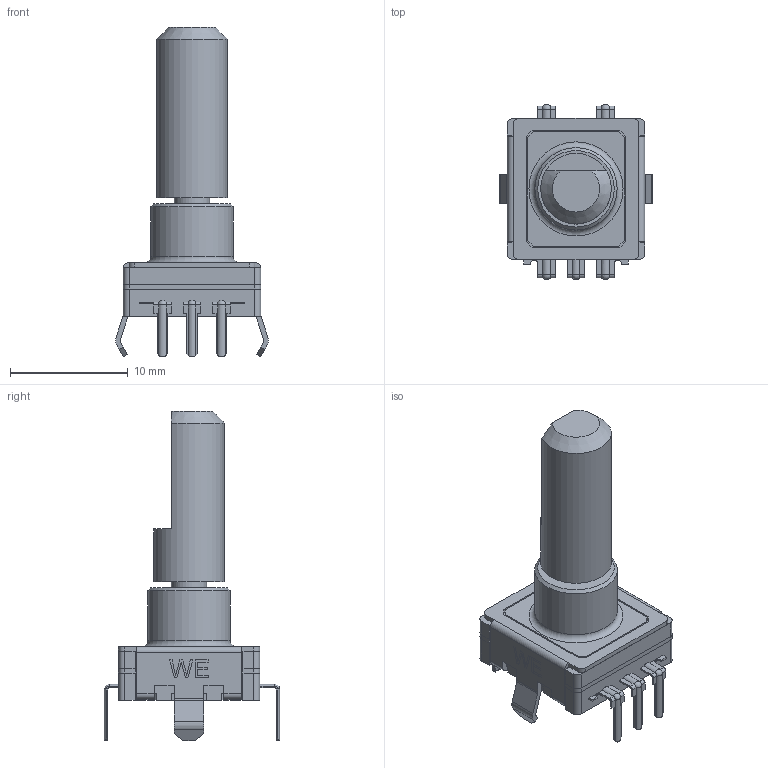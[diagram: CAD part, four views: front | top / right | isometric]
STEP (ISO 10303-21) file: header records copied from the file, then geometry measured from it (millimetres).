
FILE_DESCRIPTION(/* description */ ('Unknown'),/* implementation_level */ '2;1');
FILE_NAME(/* name */ '482016564002',/* time_stamp */ '2020-10-26T13:25:07+01:00',/* author */ ('Unknown'),/* organization */ ('Unknown'),/* preprocessor_version */ 'ST-DEVELOPER v16.7',/* originating_system */ 'DEX',/* authorisation */ $);
FILE_SCHEMA (('AUTOMOTIVE_DESIGN {1 0 10303 214 3 1 1}'));
Length unit declared in the file: millimetre
Products named in the file (10): 482016564002; Base; plate; Base_2; contact_plate; pin_middle; pin; pin_left_mir; pin_mir1; pin_left
Assembly tree (9 placements, depth 2):
  482016564002
    Base
    plate
    Base_2
    contact_plate
    pin_middle
    pin
    pin_left_mir
    pin_mir1
    pin_left
Bounding box: 12.95 x 14.9 x 28 mm (x, y, z)
Volume: 1181.1 mm3; surface area: 1852.8 mm2
Topology: 9 solids, 9 shells, 457 faces, 1228 edges, 799 vertices
Faces by surface type: plane 327, cylinder 89, bspline 28, sphere 10, cone 2, torus 1
Full cylindrical faces by diameter (mm): 3 x1, 6 x1, 7 x1
Entity records: 16790 total; most frequent: CARTESIAN_POINT 4050, ORIENTED_EDGE 2406, DIRECTION 2087, EDGE_CURVE 1203, LINE 835, VECTOR 835, VERTEX_POINT 793, AXIS2_PLACEMENT_3D 626
